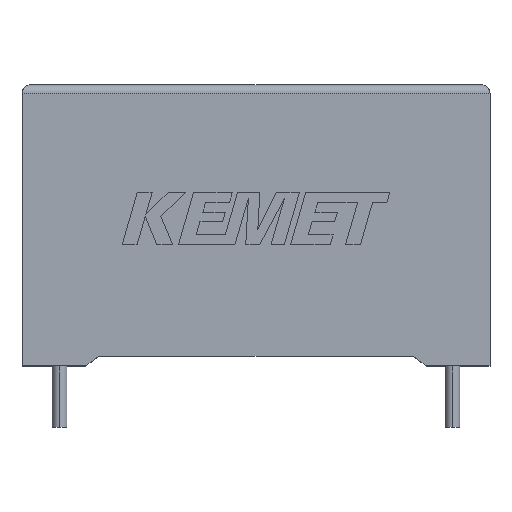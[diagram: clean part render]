
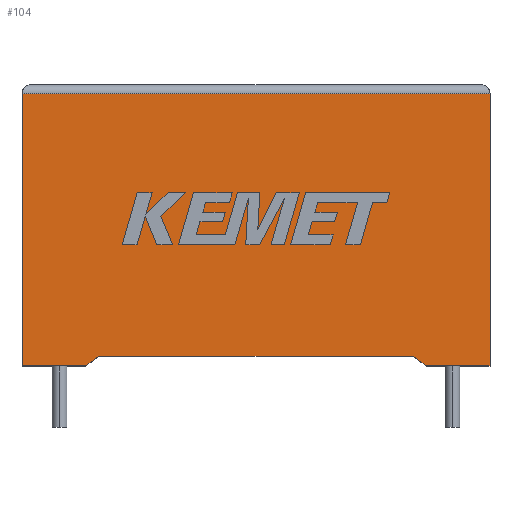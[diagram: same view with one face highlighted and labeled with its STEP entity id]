
A CAD part, top view. The second image highlights one B-rep face of the part: STEP entity #104.
In plain terms, the highlighted planar face has unit normal (0, 0, 1).
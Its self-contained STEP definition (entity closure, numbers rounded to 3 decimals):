
#16 = LINE ( 'NONE', #943, #2240 ) ;
#91 = VERTEX_POINT ( 'NONE', #2904 ) ;
#104 = ADVANCED_FACE ( 'NONE', ( #2241 ), #1517, .F. ) ;
#113 = DIRECTION ( 'NONE',  ( 0., 0., -1. ) ) ;
#203 = ORIENTED_EDGE ( 'NONE', *, *, #2125, .T. ) ;
#443 = ORIENTED_EDGE ( 'NONE', *, *, #3038, .T. ) ;
#465 = DIRECTION ( 'NONE',  ( -1., 0., 0. ) ) ;
#554 = CARTESIAN_POINT ( 'NONE',  ( 22.406, 0.555, 7.2 ) ) ;
#593 = CARTESIAN_POINT ( 'NONE',  ( 0., 0., 7.2 ) ) ;
#613 = ORIENTED_EDGE ( 'NONE', *, *, #899, .F. ) ;
#624 = LINE ( 'NONE', #2751, #1192 ) ;
#654 = VERTEX_POINT ( 'NONE', #554 ) ;
#700 = EDGE_LOOP ( 'NONE', ( #2049, #443, #1454, #203, #2851, #613, #715, #3060 ) ) ;
#705 = LINE ( 'NONE', #1644, #2971 ) ;
#715 = ORIENTED_EDGE ( 'NONE', *, *, #993, .T. ) ;
#737 = LINE ( 'NONE', #1702, #1677 ) ;
#778 = VECTOR ( 'NONE', #1739, 1000. ) ;
#779 = CARTESIAN_POINT ( 'NONE',  ( 26.8, 0., 7.2 ) ) ;
#810 = LINE ( 'NONE', #593, #1499 ) ;
#899 = EDGE_CURVE ( 'NONE', #654, #3003, #737, .T. ) ;
#943 = CARTESIAN_POINT ( 'NONE',  ( 3.65, 0., 7.2 ) ) ;
#966 = DIRECTION ( 'NONE',  ( 0.802, -0.598, 0. ) ) ;
#993 = EDGE_CURVE ( 'NONE', #654, #3050, #2141, .T. ) ;
#1060 = DIRECTION ( 'NONE',  ( 0., -1., 0. ) ) ;
#1065 = DIRECTION ( 'NONE',  ( 1., 0., 0. ) ) ;
#1192 = VECTOR ( 'NONE', #1065, 1000. ) ;
#1202 = VERTEX_POINT ( 'NONE', #2263 ) ;
#1271 = CARTESIAN_POINT ( 'NONE',  ( 0., 0., 7.2 ) ) ;
#1359 = DIRECTION ( 'NONE',  ( 1., 0., 0. ) ) ;
#1388 = VECTOR ( 'NONE', #1359, 1000. ) ;
#1389 = CARTESIAN_POINT ( 'NONE',  ( 23.15, 0., 7.2 ) ) ;
#1434 = CARTESIAN_POINT ( 'NONE',  ( 3.65, 0., 7.2 ) ) ;
#1454 = ORIENTED_EDGE ( 'NONE', *, *, #2004, .T. ) ;
#1458 = CARTESIAN_POINT ( 'NONE',  ( 0., 0., 7.2 ) ) ;
#1499 = VECTOR ( 'NONE', #1060, 1000. ) ;
#1517 = PLANE ( 'NONE',  #2572 ) ;
#1558 = CARTESIAN_POINT ( 'NONE',  ( 0., 0., 7.2 ) ) ;
#1627 = CARTESIAN_POINT ( 'NONE',  ( 4.394, 0.555, 7.2 ) ) ;
#1644 = CARTESIAN_POINT ( 'NONE',  ( 0., 15.6, 7.2 ) ) ;
#1665 = EDGE_CURVE ( 'NONE', #1202, #91, #2906, .T. ) ;
#1677 = VECTOR ( 'NONE', #2648, 1000. ) ;
#1702 = CARTESIAN_POINT ( 'NONE',  ( 13.4, 0.555, 7.2 ) ) ;
#1739 = DIRECTION ( 'NONE',  ( 0., 1., 0. ) ) ;
#1892 = VERTEX_POINT ( 'NONE', #1939 ) ;
#1939 = CARTESIAN_POINT ( 'NONE',  ( 0., 15.6, 7.2 ) ) ;
#2004 = EDGE_CURVE ( 'NONE', #1892, #2509, #810, .T. ) ;
#2049 = ORIENTED_EDGE ( 'NONE', *, *, #1665, .T. ) ;
#2125 = EDGE_CURVE ( 'NONE', #2509, #2171, #2543, .T. ) ;
#2141 = LINE ( 'NONE', #2652, #2760 ) ;
#2171 = VERTEX_POINT ( 'NONE', #1434 ) ;
#2192 = EDGE_CURVE ( 'NONE', #3003, #2171, #16, .T. ) ;
#2240 = VECTOR ( 'NONE', #2837, 1000. ) ;
#2241 = FACE_OUTER_BOUND ( 'NONE', #700, .T. ) ;
#2263 = CARTESIAN_POINT ( 'NONE',  ( 26.8, 0., 7.2 ) ) ;
#2509 = VERTEX_POINT ( 'NONE', #1458 ) ;
#2522 = EDGE_CURVE ( 'NONE', #3050, #1202, #624, .T. ) ;
#2543 = LINE ( 'NONE', #1271, #1388 ) ;
#2572 = AXIS2_PLACEMENT_3D ( 'NONE', #1558, #113, #2970 ) ;
#2648 = DIRECTION ( 'NONE',  ( -1., 0., 0. ) ) ;
#2652 = CARTESIAN_POINT ( 'NONE',  ( 23.15, 0., 7.2 ) ) ;
#2751 = CARTESIAN_POINT ( 'NONE',  ( 0., 0., 7.2 ) ) ;
#2760 = VECTOR ( 'NONE', #966, 1000. ) ;
#2837 = DIRECTION ( 'NONE',  ( -0.802, -0.598, 0. ) ) ;
#2851 = ORIENTED_EDGE ( 'NONE', *, *, #2192, .F. ) ;
#2904 = CARTESIAN_POINT ( 'NONE',  ( 26.8, 15.6, 7.2 ) ) ;
#2906 = LINE ( 'NONE', #779, #778 ) ;
#2970 = DIRECTION ( 'NONE',  ( -1., 0., 0. ) ) ;
#2971 = VECTOR ( 'NONE', #465, 1000. ) ;
#3003 = VERTEX_POINT ( 'NONE', #1627 ) ;
#3038 = EDGE_CURVE ( 'NONE', #91, #1892, #705, .T. ) ;
#3050 = VERTEX_POINT ( 'NONE', #1389 ) ;
#3060 = ORIENTED_EDGE ( 'NONE', *, *, #2522, .T. ) ;
